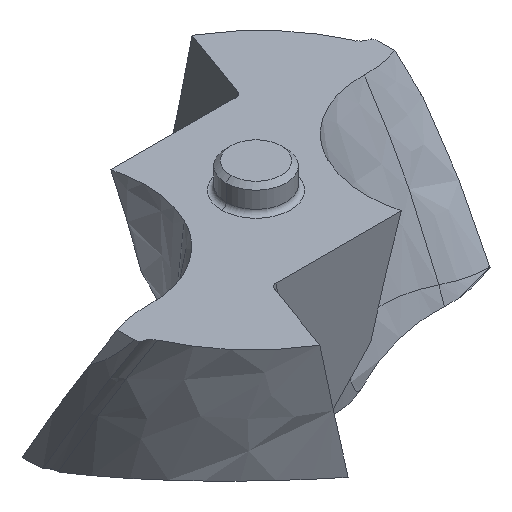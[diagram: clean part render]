
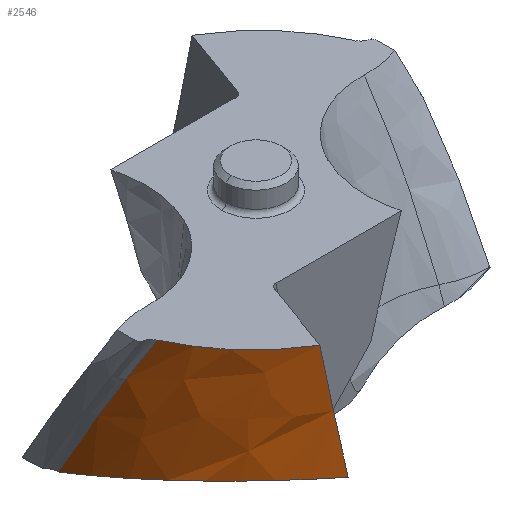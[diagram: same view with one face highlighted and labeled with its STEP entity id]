
A CAD part, isometric view. The second image highlights one B-rep face of the part: STEP entity #2546.
In plain terms, the highlighted free-form (B-spline) face has degree [3, 3] with [7, 5] control points.
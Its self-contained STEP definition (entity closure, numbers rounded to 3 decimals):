
#167=CARTESIAN_POINT('',(-3.385,-5.499,
0.));
#168=CARTESIAN_POINT('',(-3.85,-5.222,
0.));
#169=CARTESIAN_POINT('',(-4.875,-4.42,
0.));
#170=CARTESIAN_POINT('',(-5.619,-3.339,
0.));
#171=CARTESIAN_POINT('',(-5.929,-2.656,
0.));
#414=CARTESIAN_POINT('',(-6.5,0.,
-4.828));
#415=CARTESIAN_POINT('',(-6.5,-0.18,
-4.758));
#416=CARTESIAN_POINT('',(-6.485,-0.539,
-4.625));
#417=CARTESIAN_POINT('',(-6.42,-1.066,
-4.445));
#418=CARTESIAN_POINT('',(-6.301,-1.621,
-4.273));
#419=CARTESIAN_POINT('',(-6.141,-2.143,
-4.129));
#420=CARTESIAN_POINT('',(-5.918,-2.689,
-3.998));
#421=CARTESIAN_POINT('',(-5.648,-3.206,
-3.897));
#422=CARTESIAN_POINT('',(-5.342,-3.68,
-3.824));
#423=CARTESIAN_POINT('',(-5.,-4.122,
-3.778));
#424=CARTESIAN_POINT('',(-4.622,-4.529,
-3.758));
#425=CARTESIAN_POINT('',(-4.225,-4.891,
-3.762));
#426=CARTESIAN_POINT('',(-3.776,-5.234,
-3.792));
#427=CARTESIAN_POINT('',(-3.304,-5.536,-3.847));
#428=CARTESIAN_POINT('',(-2.947,-5.723,
-3.905));
#429=CARTESIAN_POINT('',(-2.759,-5.81,
-3.939));
#767=CARTESIAN_POINT('',(-6.5,0.037,
-4.833));
#785=CARTESIAN_POINT('',(-6.5,0.,
-4.828));
#786=CARTESIAN_POINT('',(-6.5,0.004,
-4.829));
#787=CARTESIAN_POINT('',(-6.5,0.012,
-4.83));
#788=CARTESIAN_POINT('',(-6.5,0.025,
-4.831));
#789=CARTESIAN_POINT('',(-6.5,0.033,
-4.832));
#790=CARTESIAN_POINT('',(-6.5,0.037,
-4.833));
#792=CARTESIAN_POINT('',(-6.5,0.037,
-4.833));
#793=CARTESIAN_POINT('',(-6.505,-0.488,
-3.886));
#794=CARTESIAN_POINT('',(-6.397,-1.401,
-2.275));
#795=CARTESIAN_POINT('',(-6.088,-2.296,
-0.664));
#796=CARTESIAN_POINT('',(-5.929,-2.656,
0.));
#798=CARTESIAN_POINT('',(-3.385,-5.499,
0.));
#799=CARTESIAN_POINT('',(-3.355,-5.509,
-0.181));
#800=CARTESIAN_POINT('',(-3.295,-5.528,
-0.535));
#801=CARTESIAN_POINT('',(-3.211,-5.557,
-1.04));
#802=CARTESIAN_POINT('',(-3.131,-5.588,
-1.525));
#803=CARTESIAN_POINT('',(-3.06,-5.619,
-1.965));
#804=CARTESIAN_POINT('',(-2.98,-5.658,
-2.466));
#805=CARTESIAN_POINT('',(-2.899,-5.706,
-2.993));
#806=CARTESIAN_POINT('',(-2.826,-5.756,
-3.478));
#807=CARTESIAN_POINT('',(-2.781,-5.792,
-3.789));
#808=CARTESIAN_POINT('',(-2.759,-5.81,
-3.939));
#968=CARTESIAN_POINT('',(-3.385,-5.499,
0.));
#969=VERTEX_POINT('',#968);
#970=VERTEX_POINT('',#171);
#1001=CARTESIAN_POINT('',(-6.5,0.,
-4.828));
#1002=VERTEX_POINT('',#1001);
#1003=VERTEX_POINT('',#429);
#1018=VERTEX_POINT('',#767);
#2502=CARTESIAN_POINT('',(-3.042,-5.739,
-4.882));
#2503=CARTESIAN_POINT('',(-2.648,-5.865,
-3.919));
#2504=CARTESIAN_POINT('',(-1.856,-6.1,
-2.276));
#2505=CARTESIAN_POINT('',(-0.856,-6.316,
-0.634));
#2506=CARTESIAN_POINT('',(-0.408,-6.396,
0.046));
#2507=CARTESIAN_POINT('',(-3.111,-5.703,
-4.882));
#2508=CARTESIAN_POINT('',(-2.719,-5.835,
-3.919));
#2509=CARTESIAN_POINT('',(-1.929,-6.081,
-2.276));
#2510=CARTESIAN_POINT('',(-0.932,-6.308,
-0.634));
#2511=CARTESIAN_POINT('',(-0.485,-6.392,
0.046));
#2512=CARTESIAN_POINT('',(-3.848,-5.296,
-4.882));
#2513=CARTESIAN_POINT('',(-3.473,-5.498,
-3.919));
#2514=CARTESIAN_POINT('',(-2.714,-5.861,
-2.276));
#2515=CARTESIAN_POINT('',(-1.746,-6.206,
-0.634));
#2516=CARTESIAN_POINT('',(-1.311,-6.34,
0.046));
#2517=CARTESIAN_POINT('',(-5.096,-4.248,
-4.882));
#2518=CARTESIAN_POINT('',(-4.78,-4.574,
-3.919));
#2519=CARTESIAN_POINT('',(-4.121,-5.15,
-2.276));
#2520=CARTESIAN_POINT('',(-3.254,-5.708,
-0.634));
#2521=CARTESIAN_POINT('',(-2.862,-5.929,
0.046));
#2522=CARTESIAN_POINT('',(-6.262,-2.208,
-4.882));
#2523=CARTESIAN_POINT('',(-6.088,-2.673,
-3.919));
#2524=CARTESIAN_POINT('',(-5.671,-3.488,
-2.276));
#2525=CARTESIAN_POINT('',(-5.046,-4.283,
-0.634));
#2526=CARTESIAN_POINT('',(-4.754,-4.603,
0.046));
#2527=CARTESIAN_POINT('',(-6.515,-0.653,
-4.882));
#2528=CARTESIAN_POINT('',(-6.463,-1.173,
-3.919));
#2529=CARTESIAN_POINT('',(-6.254,-2.079,
-2.276));
#2530=CARTESIAN_POINT('',(-5.838,-2.967,
-0.634));
#2531=CARTESIAN_POINT('',(-5.631,-3.324,
0.046));
#2532=CARTESIAN_POINT('',(-6.499,0.134,
-4.882));
#2533=CARTESIAN_POINT('',(-6.512,-0.402,
-3.919));
#2534=CARTESIAN_POINT('',(-6.413,-1.335,
-2.276));
#2535=CARTESIAN_POINT('',(-6.107,-2.249,
-0.634));
#2536=CARTESIAN_POINT('',(-5.946,-2.618,
0.046));
#2537=B_SPLINE_SURFACE_WITH_KNOTS('',3,3,((#2502,#2503,#2504,#2505,#2506),
(#2507,#2508,#2509,#2510,#2511),(#2512,#2513,#2514,#2515,#2516),(#2517,#2518,
#2519,#2520,#2521),(#2522,#2523,#2524,#2525,#2526),(#2527,#2528,#2529,#2530,
#2531),(#2532,#2533,#2534,#2535,#2536)),.UNSPECIFIED.,.F.,.F.,.F.,(4,1,1,1,4),
(4,1,4),(0.224,0.25,0.5,0.75,1.008),(
0.067,3.403,5.757),.UNSPECIFIED.);
#2538=ORIENTED_EDGE('',*,*,#1712,.F.);
#2539=ORIENTED_EDGE('',*,*,#1756,.T.);
#2540=ORIENTED_EDGE('',*,*,#2490,.T.);
#2541=ORIENTED_EDGE('',*,*,#1307,.F.);
#2543=ORIENTED_EDGE('',*,*,#2542,.T.);
#2544=EDGE_LOOP('',(#2538,#2539,#2540,#2541,#2543));
#2545=FACE_OUTER_BOUND('',#2544,.F.);
#172=B_SPLINE_CURVE_WITH_KNOTS('',3,(#167,#168,#169,#170,#171),.UNSPECIFIED.,
.F.,.F.,(4,1,4),(0.,0.419,1.),.UNSPECIFIED.);
#430=B_SPLINE_CURVE_WITH_KNOTS('',3,(#414,#415,#416,#417,#418,#419,#420,#421,
#422,#423,#424,#425,#426,#427,#428,#429),.UNSPECIFIED.,.F.,.F.,(4,1,1,1,1,1,1,1,
1,1,1,1,1,4),(0.,0.077,0.154,0.231,
0.308,0.385,0.462,0.538,
0.615,0.692,0.769,0.846,
0.923,1.),.UNSPECIFIED.);
#791=B_SPLINE_CURVE_WITH_KNOTS('',3,(#785,#786,#787,#788,#789,#790),
.UNSPECIFIED.,.F.,.F.,(4,1,1,4),(0.,0.333,0.667,1.),
.UNSPECIFIED.);
#797=B_SPLINE_CURVE_WITH_KNOTS('',3,(#792,#793,#794,#795,#796),.UNSPECIFIED.,
.F.,.F.,(4,1,4),(0.,0.588,1.),.UNSPECIFIED.);
#809=B_SPLINE_CURVE_WITH_KNOTS('',3,(#798,#799,#800,#801,#802,#803,#804,#805,
#806,#807,#808),.UNSPECIFIED.,.F.,.F.,(4,1,1,1,1,1,1,1,4),(0.,0.125,0.25,
0.375,0.5,0.625,0.75,0.875,1.),.UNSPECIFIED.);
#1307=EDGE_CURVE('',#969,#970,#172,.T.);
#1712=EDGE_CURVE('',#1002,#1003,#430,.T.);
#1756=EDGE_CURVE('',#1002,#1018,#791,.T.);
#2490=EDGE_CURVE('',#1018,#970,#797,.T.);
#2542=EDGE_CURVE('',#969,#1003,#809,.T.);
#2546=ADVANCED_FACE('',(#2545),#2537,.F.);
